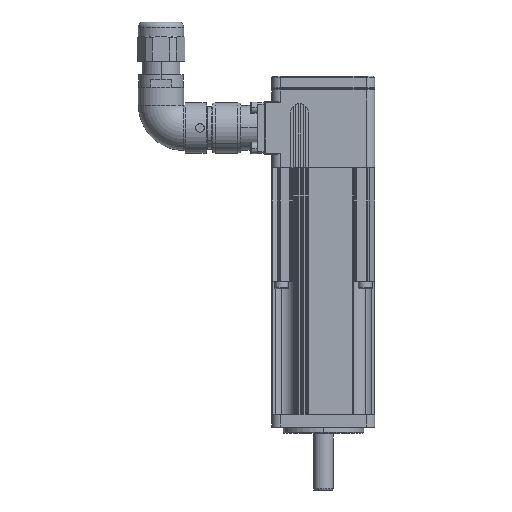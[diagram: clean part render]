
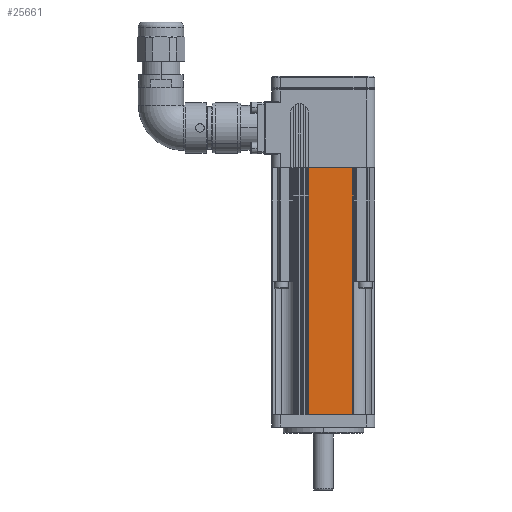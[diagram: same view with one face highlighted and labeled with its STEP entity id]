
A CAD part, left-side view. The second image highlights one B-rep face of the part: STEP entity #25661.
In plain terms, the highlighted planar face has unit normal (-1, 0, 0).
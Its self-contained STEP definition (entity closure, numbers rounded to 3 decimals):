
#20601=CARTESIAN_POINT('',(-20.5,5.75,98.0));
#20602=VERTEX_POINT('',#20601);
#20610=CARTESIAN_POINT('',(-20.5,-11.75,98.0));
#20611=VERTEX_POINT('',#20610);
#20612=CARTESIAN_POINT('',(-20.5,-11.75,98.0));
#20613=DIRECTION('',(0.0,1.0,0.0));
#20614=VECTOR('',#20613,17.5);
#20615=LINE('',#20612,#20614);
#20616=EDGE_CURVE('',#20611,#20602,#20615,.T.);
#21754=CARTESIAN_POINT('',(-20.5,-11.75,0.0));
#21755=VERTEX_POINT('',#21754);
#21904=CARTESIAN_POINT('',(-20.5,5.75,0.0));
#21905=VERTEX_POINT('',#21904);
#24285=CARTESIAN_POINT('',(-20.5,5.75,0.0));
#24286=DIRECTION('',(0.0,-1.0,0.0));
#24287=VECTOR('',#24286,17.5);
#24288=LINE('',#24285,#24287);
#24289=EDGE_CURVE('',#21905,#21755,#24288,.T.);
#25640=CARTESIAN_POINT('',(-20.5,0.,0.0));
#25641=DIRECTION('',(-1.0,0.0,0.0));
#25642=DIRECTION('',(0.0,0.0,1.0));
#25643=AXIS2_PLACEMENT_3D('',#25640,#25641,#25642);
#25644=PLANE('',#25643);
#25645=ORIENTED_EDGE('',*,*,#20616,.T.);
#25646=CARTESIAN_POINT('',(-20.5,5.75,0.0));
#25647=DIRECTION('',(0.0,0.0,1.0));
#25648=VECTOR('',#25647,98.0);
#25649=LINE('',#25646,#25648);
#25650=EDGE_CURVE('',#21905,#20602,#25649,.T.);
#25651=ORIENTED_EDGE('',*,*,#25650,.F.);
#25652=ORIENTED_EDGE('',*,*,#24289,.T.);
#25653=CARTESIAN_POINT('',(-20.5,-11.75,0.0));
#25654=DIRECTION('',(0.0,0.0,1.0));
#25655=VECTOR('',#25654,98.0);
#25656=LINE('',#25653,#25655);
#25657=EDGE_CURVE('',#21755,#20611,#25656,.T.);
#25658=ORIENTED_EDGE('',*,*,#25657,.T.);
#25659=EDGE_LOOP('',(#25645,#25651,#25652,#25658));
#25660=FACE_OUTER_BOUND('',#25659,.T.);
#25661=ADVANCED_FACE('',(#25660),#25644,.T.);
